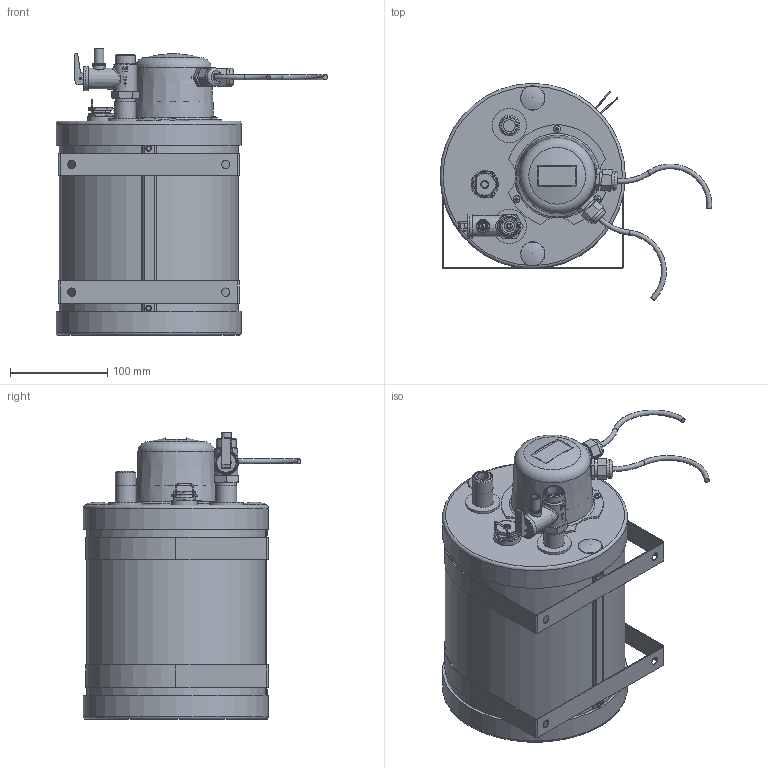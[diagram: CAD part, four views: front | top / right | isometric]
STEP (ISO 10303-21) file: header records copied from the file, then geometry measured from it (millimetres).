
FILE_DESCRIPTION (( 'STEP AP214' ), '1' );
FILE_NAME ('MB03032E-TE_mod01.STEP', '2025-01-22T16:14:49', ( '' ), ( '' ), 'SwSTEP 2.0', 'SolidWorks 2023', '' );
FILE_SCHEMA (( 'AUTOMOTIVE_DESIGN' ));
Length unit declared in the file: millimetre
Products named in the file (29): 060-0752.step_2.STEP; 080-0509.step_2.STEP; 280-0007.step_2.STEP; 0-0991.step_1.STEP; 030-0515.step_2.STEP; 020-0535.step_2.STEP; 080-0034.step_1.STEP; 020-0524.step_2.STEP; 020-0088.step_2.STEP; 110-0120.step_1.STEP; 140-0312.step_2.STEP; MB03032E-TE_mod01; MB03032E-TE.step.STEP; 020-0052.step_2.STEP; 020-0525.step_1.STEP; 020-0534.step_2.STEP; 0-0994.step_2.STEP; 130-0207.step_2.STEP; Cavo_900-0125_Montaggio su BB12V.step_2.STEP; 070-0052_Ø26,60.step_2.STEP; 060-0753.step_2.STEP; 020-0534-0.step_2.STEP; 0-0987_Montato MB.step_2.STEP; 140-0001.step_2.STEP; 900-0124_POSIZIONAMENTO SU BB12V.step_2.STEP; 020-0517.step_2.STEP; 900-0125_POSIZIONAMENTO SU BB12V.step_2.STEP; Cavo_900-0124_Montaggio su BB12V.step_2.STEP; 070-0052_Ø22.step_2.STEP
Assembly tree (35 placements, depth 4):
  280-0007.step_2.STEP
  MB03032E-TE_mod01
    MB03032E-TE.step.STEP
      900-0125_POSIZIONAMENTO SU BB12V.step_2.STEP
        Cavo_900-0125_Montaggio su BB12V.step_2.STEP
      0-0991.step_1.STEP
        060-0753.step_2.STEP
        060-0752.step_2.STEP  x2
      020-0517.step_2.STEP
        020-0052.step_2.STEP
      020-0535.step_2.STEP
        020-0534.step_2.STEP
      900-0124_POSIZIONAMENTO SU BB12V.step_2.STEP
        Cavo_900-0124_Montaggio su BB12V.step_2.STEP
      070-0052_Ø22.step_2.STEP  x2
      080-0509.step_2.STEP  x2
      0-0987_Montato MB.step_2.STEP  x2
      030-0515.step_2.STEP
      020-0524.step_2.STEP
      020-0534-0.step_2.STEP
      070-0052_Ø26,60.step_2.STEP
      080-0034.step_1.STEP  x3
      110-0120.step_1.STEP
      0-0994.step_2.STEP
      020-0088.step_2.STEP
      020-0525.step_1.STEP
      140-0312.step_2.STEP  x2
      130-0207.step_2.STEP
      140-0001.step_2.STEP  x2
Bounding box: 278.82 x 223.03 x 294.5 mm (x, y, z)
Volume: 448982.3 mm3; surface area: 621066.2 mm2
Topology: 28 solids, 38 shells, 1090 faces, 2694 edges, 1737 vertices
Faces by surface type: plane 567, cylinder 290, cone 116, bspline 99, torus 16, sphere 2
Full cylindrical faces by diameter (mm): 1.5 x7, 1.7 x1, 2.2 x1, 2.4 x2, 2.5 x3, 2.64 x15, 2.75 x1, 2.85 x1, 3.2 x3, 3.7 x1, 4 x3, 5 x2, 5.3 x2, 5.4 x1, 5.818 x2, 6.2 x1, 7 x4, 7.5 x1, 8 x3, 8.5 x6, 9 x1, 10 x1, 10.5 x3, 11 x1, 12.1 x1, 12.5 x1, 13.5 x1, 14.1 x6, 15 x13, 15.1 x2
Entity records: 44982 total; most frequent: CARTESIAN_POINT 27705, ORIENTED_EDGE 3578, DIRECTION 2540, EDGE_CURVE 1798, VERTEX_POINT 1275, EDGE_LOOP 1215, AXIS2_PLACEMENT_3D 1117, B_SPLINE_CURVE_WITH_KNOTS 1083
